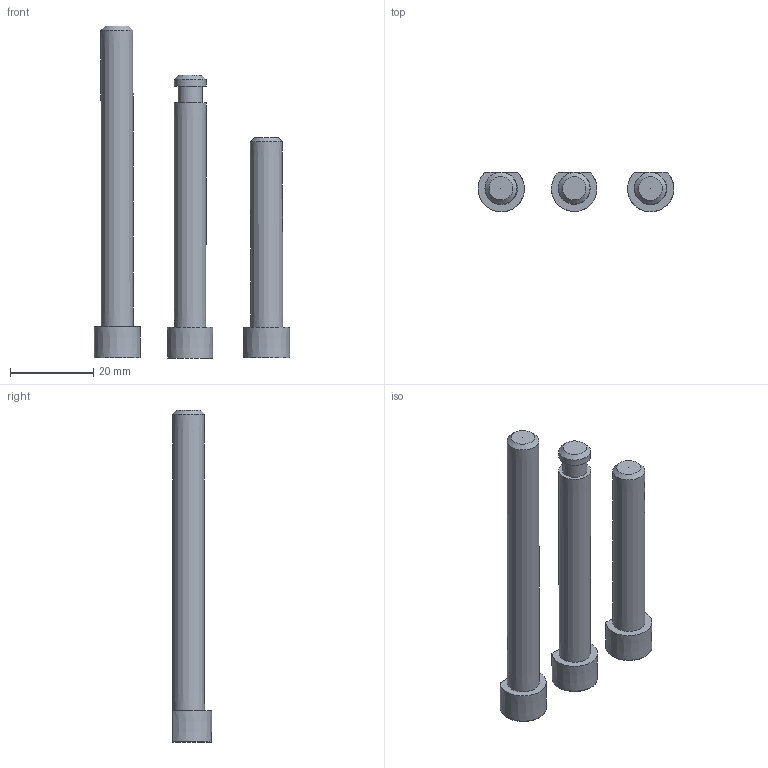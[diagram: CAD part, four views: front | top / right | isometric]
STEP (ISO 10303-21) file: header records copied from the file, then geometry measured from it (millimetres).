
FILE_DESCRIPTION(/* description */ (''),/* implementation_level */ '2;1');
FILE_NAME(/* name */ 'InmoovPins-v8.step',/* time_stamp */ '2023-06-16T08:56:54-04:00',/* author */ (''),/* organization */ (''),/* preprocessor_version */ 'ST-DEVELOPER v19.2',/* originating_system */ 'Autodesk Translation Framework v12.6.0.85',/* authorisation */ '');
FILE_SCHEMA (('AUTOMOTIVE_DESIGN { 1 0 10303 214 3 1 1 }'));
Length unit declared in the file: millimetre
Products named in the file (2): InmoovPins; Pins
Assembly tree (1 placements, depth 2):
  InmoovPins
    Pins
Bounding box: 47.09 x 9.47 x 79.93 mm (x, y, z)
Volume: 9737.5 mm3; surface area: 5850.3 mm2
Topology: 3 solids, 3 shells, 49 faces, 122 edges, 79 vertices
Faces by surface type: plane 27, cone 20, cylinder 2
Full cylindrical faces by diameter (mm): 5.864 x1, 7.613 x1
Entity records: 1466 total; most frequent: CARTESIAN_POINT 305, ORIENTED_EDGE 240, DIRECTION 229, EDGE_CURVE 120, AXIS2_PLACEMENT_3D 84, VERTEX_POINT 79, LINE 61, VECTOR 61
